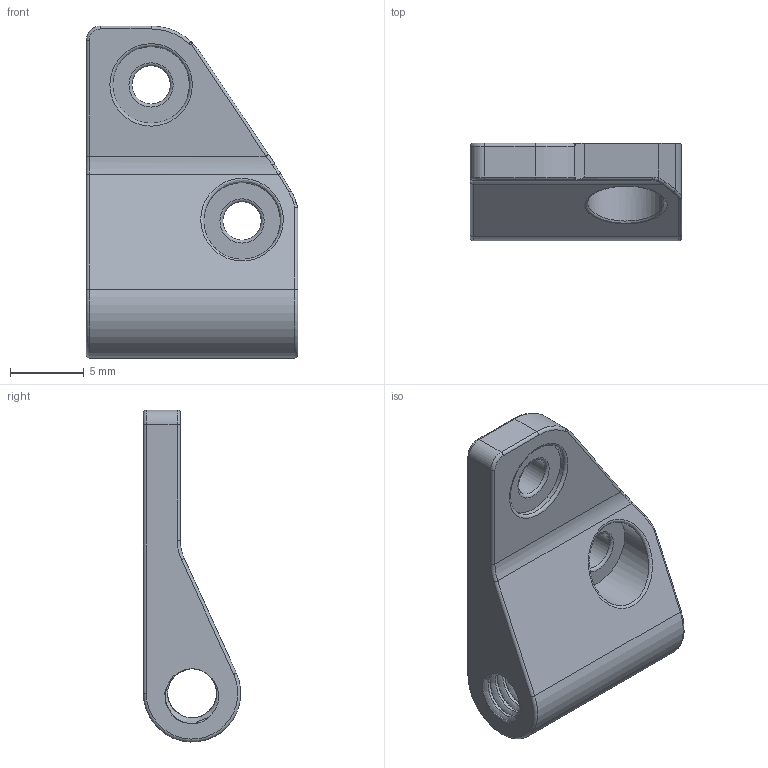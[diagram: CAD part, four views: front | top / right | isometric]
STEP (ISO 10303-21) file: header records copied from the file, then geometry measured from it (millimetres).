
FILE_DESCRIPTION(/* description */ (''),/* implementation_level */ '2;1');
FILE_NAME(/* name */ 'headStopLeft.step',/* time_stamp */ '2025-07-02T19:08:35-07:00',/* author */ (''),/* organization */ (''),/* preprocessor_version */ 'ST-DEVELOPER v20.1',/* originating_system */ 'Autodesk Translation Framework v14.10.0.0',/* authorisation */ '');
FILE_SCHEMA (('AUTOMOTIVE_DESIGN { 1 0 10303 214 3 1 1 }'));
Length unit declared in the file: millimetre
Products named in the file (1): 2025-06-28-13-58-13-004
Bounding box: 14.37 x 6.6 x 22.54 mm (x, y, z)
Volume: 898 mm3; surface area: 1106.2 mm2
Topology: 1 solids, 1 shells, 90 faces, 242 edges, 154 vertices
Faces by surface type: cylinder 61, plane 11, torus 10, bspline 8
Full cylindrical faces by diameter (mm): 2.6 x2, 3.332 x12, 4.109 x6, 5.2 x2
Entity records: 5537 total; most frequent: CARTESIAN_POINT 3406, ORIENTED_EDGE 480, DIRECTION 378, EDGE_CURVE 240, VERTEX_POINT 154, AXIS2_PLACEMENT_3D 150, EDGE_LOOP 98, B_SPLINE_CURVE_WITH_KNOTS 95
